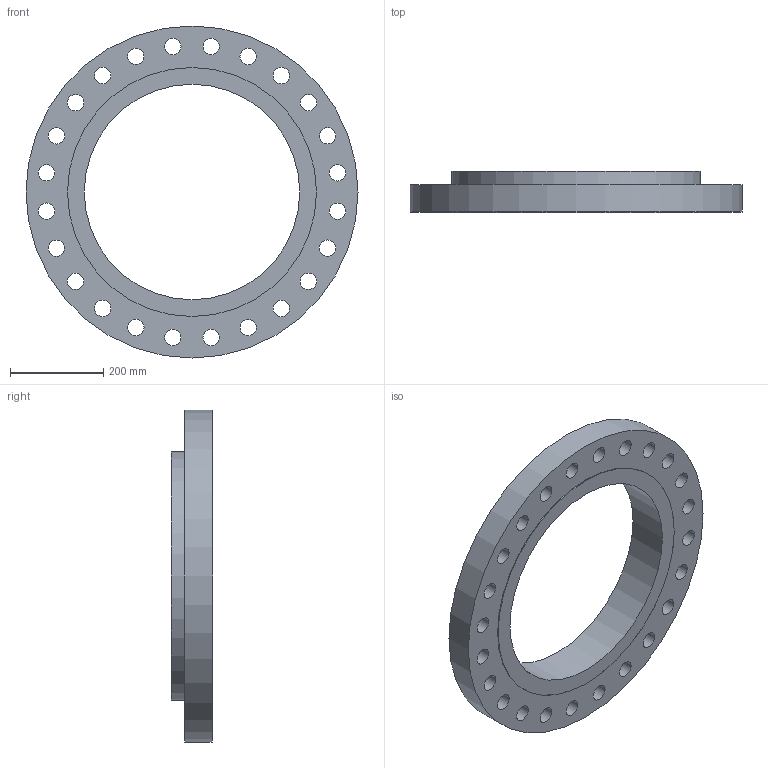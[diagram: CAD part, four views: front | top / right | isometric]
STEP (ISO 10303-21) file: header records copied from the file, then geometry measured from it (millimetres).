
FILE_DESCRIPTION(/* description */ (''),/* implementation_level */ '2;1');
FILE_NAME(/* name */ 'ANSI-B300-18S.stp',/* time_stamp */ '2023-11-07T09:31:02-05:00',/* author */ ('Admin'),/* organization */ ('Demo'),/* preprocessor_version */ 'ST-DEVELOPER v19',/* originating_system */ 'Autodesk Inventor 2023',/* authorisation */ '');
FILE_SCHEMA (('AUTOMOTIVE_DESIGN { 1 0 10303 214 3 1 1 }'));
Length unit declared in the file: inch
Products named in the file (1): ANSI-B300-18S
Bounding box: 711.2 x 88.96 x 711.2 mm (x, y, z)
Volume: 13819339.5 mm3; surface area: 879231 mm2
Topology: 1 solids, 1 shells, 32 faces, 84 edges, 56 vertices
Faces by surface type: cylinder 28, plane 4
Full cylindrical faces by diameter (mm): 35.052 x24, 461.772 x1, 533.4 x2, 711.2 x1
Entity records: 1169 total; most frequent: DIRECTION 206, CARTESIAN_POINT 173, ORIENTED_EDGE 168, AXIS2_PLACEMENT_3D 89, EDGE_LOOP 84, EDGE_CURVE 84, CIRCLE 56, VERTEX_POINT 56
